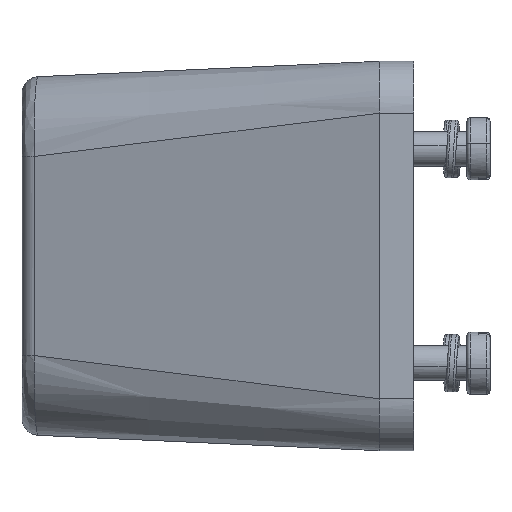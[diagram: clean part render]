
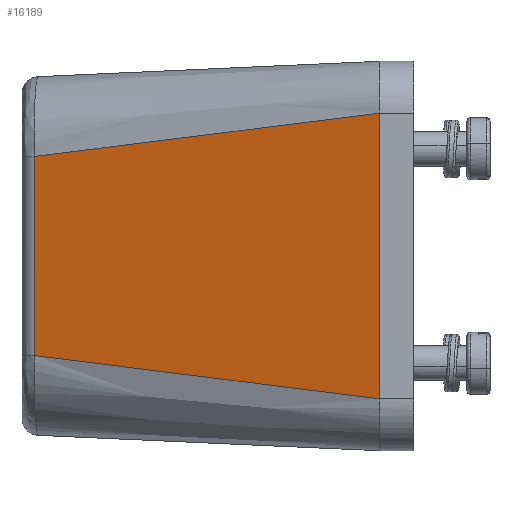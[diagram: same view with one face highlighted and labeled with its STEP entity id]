
A CAD part, left-side view. The second image highlights one B-rep face of the part: STEP entity #16189.
In plain terms, the highlighted planar face has unit normal (-0.964, 0.264, 0).
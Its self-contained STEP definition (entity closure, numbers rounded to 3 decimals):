
#748 = CARTESIAN_POINT ( 'NONE',  ( -15.803, 14.595, 8.639 ) ) ;
#760 = CARTESIAN_POINT ( 'NONE',  ( -15.803, 14.595, -8.639 ) ) ;
#791 = CARTESIAN_POINT ( 'NONE',  ( -24., -15.302, 12.4 ) ) ;
#841 = CARTESIAN_POINT ( 'NONE',  ( -24., -15.302, -12.4 ) ) ;
#2833 = VERTEX_POINT ( 'NONE', #748 ) ;
#2845 = VERTEX_POINT ( 'NONE', #760 ) ;
#2876 = VERTEX_POINT ( 'NONE', #791 ) ;
#2926 = VERTEX_POINT ( 'NONE', #841 ) ;
#3301 = ORIENTED_EDGE ( 'NONE', *, *, #7054, .F. ) ;
#3302 = ORIENTED_EDGE ( 'NONE', *, *, #6393, .F. ) ;
#3303 = ORIENTED_EDGE ( 'NONE', *, *, #6391, .T. ) ;
#3304 = ORIENTED_EDGE ( 'NONE', *, *, #6485, .F. ) ;
#6391 = EDGE_CURVE ( 'NONE', #2876, #2833, #12850, .T. ) ;
#6393 = EDGE_CURVE ( 'NONE', #2845, #2833, #9112, .T. ) ;
#6485 = EDGE_CURVE ( 'NONE', #2926, #2845, #13091, .T. ) ;
#7054 = EDGE_CURVE ( 'NONE', #2876, #2926, #13025, .T. ) ;
#7469 = EDGE_LOOP ( 'NONE', ( #3302, #3304, #3301, #3303 ) ) ;
#9085 = CARTESIAN_POINT ( 'NONE',  ( -24., -15.302, 12.4 ) ) ;
#9105 = CARTESIAN_POINT ( 'NONE',  ( -21.268, -5.336, 11.146 ) ) ;
#9106 = CARTESIAN_POINT ( 'NONE',  ( -18.535, 4.629, 9.893 ) ) ;
#9109 = CARTESIAN_POINT ( 'NONE',  ( -15.803, 14.595, 8.639 ) ) ;
#9112 = LINE ( 'NONE', #9113, #15664 ) ;
#9113 = CARTESIAN_POINT ( 'NONE',  ( -15.803, 14.595, 0. ) ) ;
#9116 = DIRECTION ( 'NONE',  ( 0., 0., 1. ) ) ;
#9336 = CARTESIAN_POINT ( 'NONE',  ( -24., -15.302, -12.4 ) ) ;
#9337 = CARTESIAN_POINT ( 'NONE',  ( -21.268, -5.336, -11.146 ) ) ;
#9340 = CARTESIAN_POINT ( 'NONE',  ( -18.535, 4.629, -9.893 ) ) ;
#9341 = CARTESIAN_POINT ( 'NONE',  ( -15.803, 14.595, -8.639 ) ) ;
#11441 = PLANE ( 'NONE',  #11821 ) ;
#11442 = CARTESIAN_POINT ( 'NONE',  ( -19.901, -0.354, 0. ) ) ;
#11443 = DIRECTION ( 'NONE',  ( 0.964, -0.264, 0. ) ) ;
#11444 = DIRECTION ( 'NONE',  ( 0.264, 0.964, 0. ) ) ;
#11786 = FACE_OUTER_BOUND ( 'NONE', #7469, .T. ) ;
#11821 = AXIS2_PLACEMENT_3D ( 'NONE', #11442, #11443, #11444 ) ;
#12202 = CARTESIAN_POINT ( 'NONE',  ( -24., -15.302, 12.4 ) ) ;
#12203 = CARTESIAN_POINT ( 'NONE',  ( -24., -15.302, 4.133 ) ) ;
#12204 = CARTESIAN_POINT ( 'NONE',  ( -24., -15.302, -4.133 ) ) ;
#12205 = CARTESIAN_POINT ( 'NONE',  ( -24., -15.302, -12.4 ) ) ;
#12850 = B_SPLINE_CURVE_WITH_KNOTS ( 'NONE', 3,
 ( #9085, #9105, #9106, #9109 ),
 .UNSPECIFIED., .F., .F.,
 ( 4, 4 ),
 ( 0., 1. ),
 .UNSPECIFIED. ) ;
#13025 = B_SPLINE_CURVE_WITH_KNOTS ( 'NONE', 3,
 ( #12202, #12203, #12204, #12205 ),
 .UNSPECIFIED., .F., .F.,
 ( 4, 4 ),
 ( 0., 1. ),
 .UNSPECIFIED. ) ;
#13091 = B_SPLINE_CURVE_WITH_KNOTS ( 'NONE', 3,
 ( #9336, #9337, #9340, #9341 ),
 .UNSPECIFIED., .F., .F.,
 ( 4, 4 ),
 ( 0., 1. ),
 .UNSPECIFIED. ) ;
#15664 = VECTOR ( 'NONE', #9116, 1000. ) ;
#16189 = ADVANCED_FACE ( 'NONE', ( #11786 ), #11441, .F. ) ;
